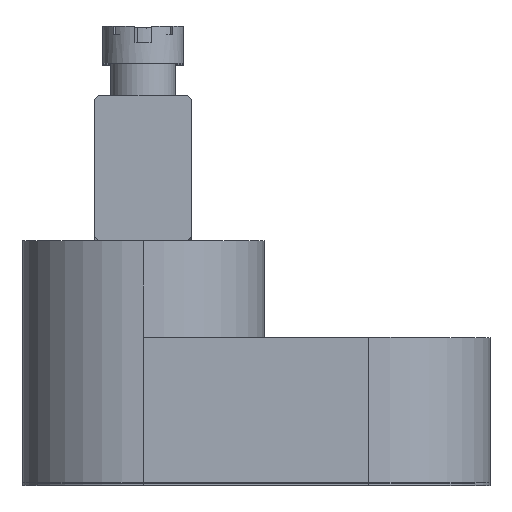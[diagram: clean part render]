
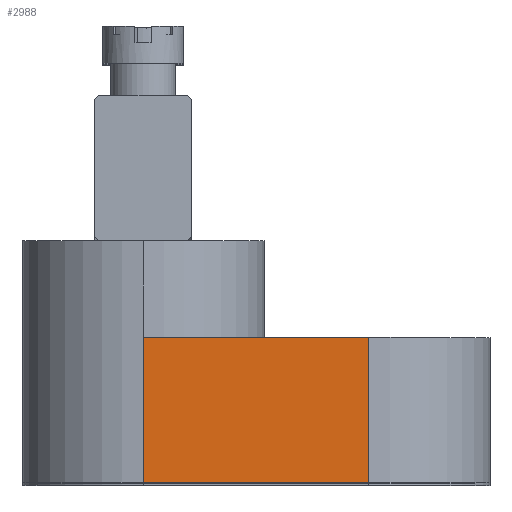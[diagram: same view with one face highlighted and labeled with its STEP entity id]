
A CAD part, top view. The second image highlights one B-rep face of the part: STEP entity #2988.
In plain terms, the highlighted planar face has unit normal (0, 0, 1).
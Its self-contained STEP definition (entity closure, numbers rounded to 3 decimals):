
#763 = AXIS2_PLACEMENT_3D ( 'NONE', #4730, #4651, #4641 ) ;
#915 = LINE ( 'NONE', #4221, #4069 ) ;
#1111 = LINE ( 'NONE', #4389, #5959 ) ;
#1143 = CARTESIAN_POINT ( 'NONE',  ( -7., 9., 7.5 ) ) ;
#2150 = VERTEX_POINT ( 'NONE', #4092 ) ;
#2156 = VECTOR ( 'NONE', #3956, 1000. ) ;
#2616 = EDGE_LOOP ( 'NONE', ( #6855, #3755, #5462, #7014 ) ) ;
#2988 = ADVANCED_FACE ( 'NONE', ( #3592 ), #4664, .F. ) ;
#3472 = EDGE_CURVE ( 'NONE', #7064, #2150, #1111, .T. ) ;
#3477 = EDGE_CURVE ( 'NONE', #4108, #2150, #915, .T. ) ;
#3480 = EDGE_CURVE ( 'NONE', #7492, #4108, #7276, .T. ) ;
#3507 = EDGE_CURVE ( 'NONE', #7492, #7064, #7110, .T. ) ;
#3592 = FACE_OUTER_BOUND ( 'NONE', #2616, .T. ) ;
#3638 = DIRECTION ( 'NONE',  ( 0., 1., 0. ) ) ;
#3755 = ORIENTED_EDGE ( 'NONE', *, *, #3477, .F. ) ;
#3889 = CARTESIAN_POINT ( 'NONE',  ( -14.5, 0., 7.5 ) ) ;
#3956 = DIRECTION ( 'NONE',  ( 1., 0., 0. ) ) ;
#4034 = CARTESIAN_POINT ( 'NONE',  ( -7., 0., 7.5 ) ) ;
#4069 = VECTOR ( 'NONE', #4235, 1000. ) ;
#4092 = CARTESIAN_POINT ( 'NONE',  ( 7., 9., 7.5 ) ) ;
#4108 = VERTEX_POINT ( 'NONE', #1143 ) ;
#4221 = CARTESIAN_POINT ( 'NONE',  ( -14.5, 9., 7.5 ) ) ;
#4235 = DIRECTION ( 'NONE',  ( 1., 0., 0. ) ) ;
#4278 = VECTOR ( 'NONE', #5039, 1000. ) ;
#4291 = CARTESIAN_POINT ( 'NONE',  ( -7., -10.607, 7.5 ) ) ;
#4389 = CARTESIAN_POINT ( 'NONE',  ( 7., -10.607, 7.5 ) ) ;
#4457 = CARTESIAN_POINT ( 'NONE',  ( 7., 0., 7.5 ) ) ;
#4641 = DIRECTION ( 'NONE',  ( -1., 0., 0. ) ) ;
#4651 = DIRECTION ( 'NONE',  ( 0., 0., -1. ) ) ;
#4664 = PLANE ( 'NONE',  #763 ) ;
#4730 = CARTESIAN_POINT ( 'NONE',  ( -14.5, 9., 7.5 ) ) ;
#5039 = DIRECTION ( 'NONE',  ( 0., 1., 0. ) ) ;
#5462 = ORIENTED_EDGE ( 'NONE', *, *, #3480, .F. ) ;
#5959 = VECTOR ( 'NONE', #3638, 1000. ) ;
#6855 = ORIENTED_EDGE ( 'NONE', *, *, #3472, .T. ) ;
#7014 = ORIENTED_EDGE ( 'NONE', *, *, #3507, .T. ) ;
#7064 = VERTEX_POINT ( 'NONE', #4457 ) ;
#7110 = LINE ( 'NONE', #3889, #2156 ) ;
#7276 = LINE ( 'NONE', #4291, #4278 ) ;
#7492 = VERTEX_POINT ( 'NONE', #4034 ) ;
